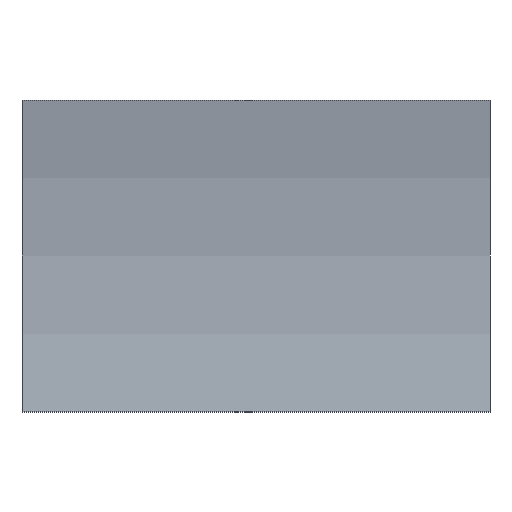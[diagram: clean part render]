
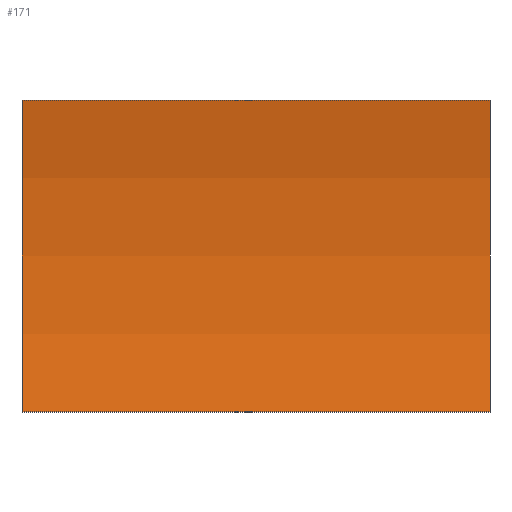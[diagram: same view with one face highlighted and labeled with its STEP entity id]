
A CAD part, left-side view. The second image highlights one B-rep face of the part: STEP entity #171.
In plain terms, the highlighted cylindrical face has radius 45.85 mm (diameter 91.7 mm), a partial arc.
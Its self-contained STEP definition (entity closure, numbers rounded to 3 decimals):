
#3 = VERTEX_POINT ( 'NONE', #78 ) ;
#7 = EDGE_CURVE ( 'NONE', #3, #93, #80, .T. ) ;
#18 = ORIENTED_EDGE ( 'NONE', *, *, #101, .F. ) ;
#21 = VERTEX_POINT ( 'NONE', #99 ) ;
#31 = DIRECTION ( 'NONE',  ( 0., 0., 1. ) ) ;
#33 = DIRECTION ( 'NONE',  ( 0., 0., -1. ) ) ;
#52 = EDGE_CURVE ( 'NONE', #174, #93, #184, .T. ) ;
#55 = VECTOR ( 'NONE', #67, 1000. ) ;
#65 = DIRECTION ( 'NONE',  ( 0., -1., 0. ) ) ;
#66 = AXIS2_PLACEMENT_3D ( 'NONE', #176, #65, #163 ) ;
#67 = DIRECTION ( 'NONE',  ( 0., -1., 0. ) ) ;
#78 = CARTESIAN_POINT ( 'NONE',  ( -3.104, 30., 20. ) ) ;
#80 = LINE ( 'NONE', #153, #55 ) ;
#84 = EDGE_CURVE ( 'NONE', #21, #174, #135, .T. ) ;
#85 = CARTESIAN_POINT ( 'NONE',  ( -47.85, 30., 10. ) ) ;
#88 = EDGE_LOOP ( 'NONE', ( #119, #151, #18, #160 ) ) ;
#93 = VERTEX_POINT ( 'NONE', #107 ) ;
#99 = CARTESIAN_POINT ( 'NONE',  ( -3.104, 30., 0. ) ) ;
#101 = EDGE_CURVE ( 'NONE', #21, #3, #124, .T. ) ;
#107 = CARTESIAN_POINT ( 'NONE',  ( -3.104, 0., 20. ) ) ;
#111 = CYLINDRICAL_SURFACE ( 'NONE', #193, 45.85 ) ;
#119 = ORIENTED_EDGE ( 'NONE', *, *, #52, .T. ) ;
#124 = CIRCLE ( 'NONE', #138, 45.85 ) ;
#125 = FACE_OUTER_BOUND ( 'NONE', #88, .T. ) ;
#129 = VECTOR ( 'NONE', #185, 1000. ) ;
#130 = DIRECTION ( 'NONE',  ( 0., -1., 0. ) ) ;
#135 = LINE ( 'NONE', #136, #129 ) ;
#136 = CARTESIAN_POINT ( 'NONE',  ( -3.104, 30., 0. ) ) ;
#138 = AXIS2_PLACEMENT_3D ( 'NONE', #85, #130, #31 ) ;
#151 = ORIENTED_EDGE ( 'NONE', *, *, #7, .F. ) ;
#153 = CARTESIAN_POINT ( 'NONE',  ( -3.104, 30., 20. ) ) ;
#160 = ORIENTED_EDGE ( 'NONE', *, *, #84, .T. ) ;
#163 = DIRECTION ( 'NONE',  ( 0., 0., 1. ) ) ;
#171 = ADVANCED_FACE ( 'NONE', ( #125 ), #111, .F. ) ;
#174 = VERTEX_POINT ( 'NONE', #186 ) ;
#176 = CARTESIAN_POINT ( 'NONE',  ( -47.85, 0., 10. ) ) ;
#184 = CIRCLE ( 'NONE', #66, 45.85 ) ;
#185 = DIRECTION ( 'NONE',  ( 0., -1., 0. ) ) ;
#186 = CARTESIAN_POINT ( 'NONE',  ( -3.104, 0., 0. ) ) ;
#190 = CARTESIAN_POINT ( 'NONE',  ( -47.85, 30., 10. ) ) ;
#193 = AXIS2_PLACEMENT_3D ( 'NONE', #190, #200, #33 ) ;
#200 = DIRECTION ( 'NONE',  ( 0., -1., 0. ) ) ;
